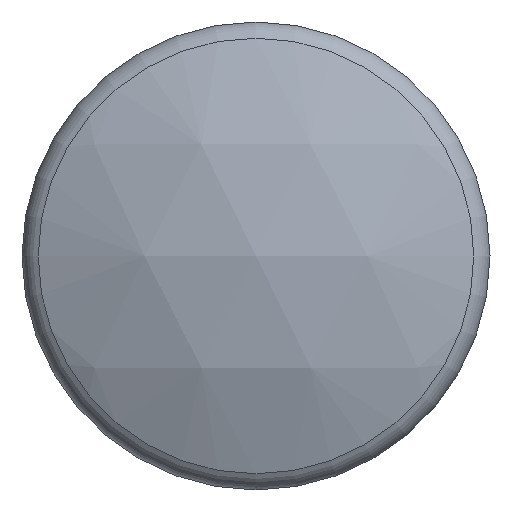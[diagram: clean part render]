
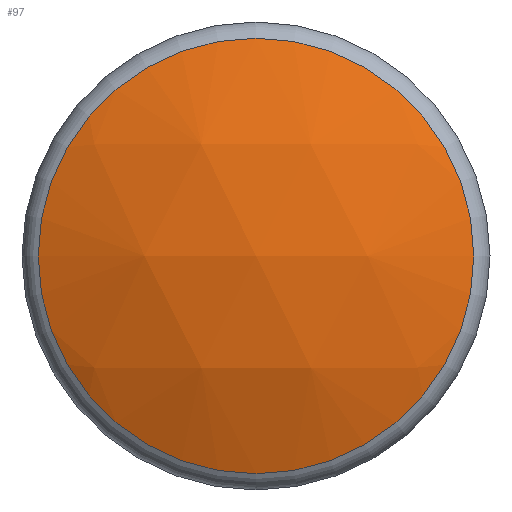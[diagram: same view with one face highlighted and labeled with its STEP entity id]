
A CAD part, left-side view. The second image highlights one B-rep face of the part: STEP entity #97.
In plain terms, the highlighted spherical face has radius 13.183 mm.
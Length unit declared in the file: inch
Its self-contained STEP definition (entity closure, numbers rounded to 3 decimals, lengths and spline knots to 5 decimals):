
#60 = AXIS2_PLACEMENT_3D ( 'NONE', #297, #365, #262 ) ;
#72 = EDGE_LOOP ( 'NONE', ( #358 ) ) ;
#97 = ADVANCED_FACE ( 'NONE', ( #184 ), #175, .T. ) ;
#114 = CARTESIAN_POINT ( 'NONE',  ( -0.0499, 0., 0.21821 ) ) ;
#175 = SPHERICAL_SURFACE ( 'NONE', #394, 0.519 ) ;
#184 = FACE_OUTER_BOUND ( 'NONE', #72, .T. ) ;
#227 = CIRCLE ( 'NONE', #60, 0.21821 ) ;
#260 = DIRECTION ( 'NONE',  ( 0., 1., 0. ) ) ;
#262 = DIRECTION ( 'NONE',  ( 0., 0., 1. ) ) ;
#297 = CARTESIAN_POINT ( 'NONE',  ( -0.0499, 0., 0. ) ) ;
#301 = EDGE_CURVE ( 'NONE', #379, #379, #227, .T. ) ;
#358 = ORIENTED_EDGE ( 'NONE', *, *, #301, .T. ) ;
#365 = DIRECTION ( 'NONE',  ( -1., 0., 0. ) ) ;
#379 = VERTEX_POINT ( 'NONE', #114 ) ;
#394 = AXIS2_PLACEMENT_3D ( 'NONE', #403, #395, #260 ) ;
#395 = DIRECTION ( 'NONE',  ( 0., 0., -1. ) ) ;
#403 = CARTESIAN_POINT ( 'NONE',  ( 0.421, 0., 0. ) ) ;
